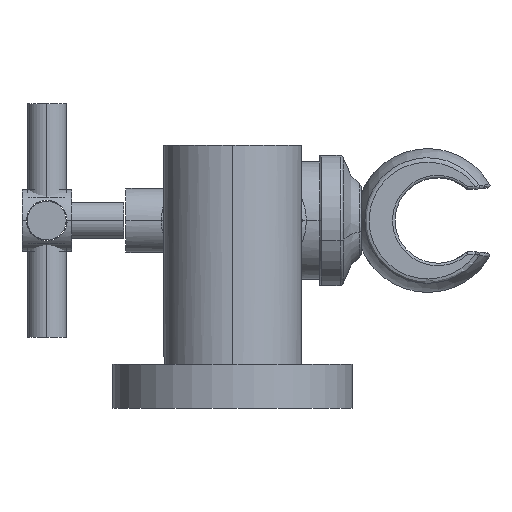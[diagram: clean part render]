
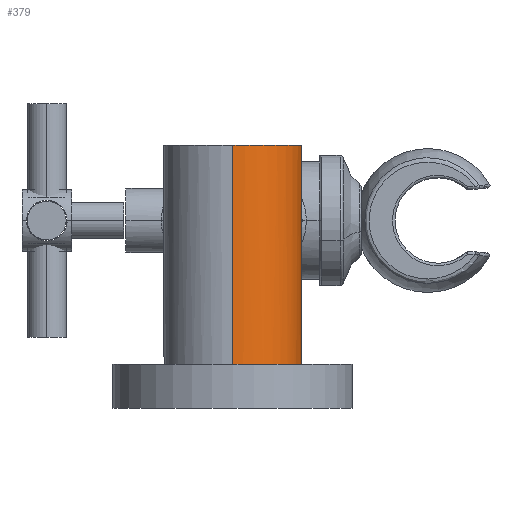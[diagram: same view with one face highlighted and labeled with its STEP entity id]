
A CAD part, front view. The second image highlights one B-rep face of the part: STEP entity #379.
In plain terms, the highlighted cylindrical face has radius 17.399 mm (diameter 34.798 mm), a partial arc.
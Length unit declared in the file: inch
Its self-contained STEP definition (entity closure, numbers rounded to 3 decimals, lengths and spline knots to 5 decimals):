
#178=CARTESIAN_POINT('',(0.,-17.75,0.29));
#179=DIRECTION('',(0.,0.,-1.));
#180=DIRECTION('',(0.127,0.992,0.));
#181=AXIS2_PLACEMENT_3D('',#178,#179,#180);
#183=CARTESIAN_POINT('',(0.632,-18.0142,0.29));
#184=CARTESIAN_POINT('',(0.63251,-18.01297,
0.29801));
#185=CARTESIAN_POINT('',(0.63276,-18.01238,
0.31378));
#186=CARTESIAN_POINT('',(0.63091,-18.01682,
0.33741));
#187=CARTESIAN_POINT('',(0.62687,-18.02625,0.35874));
#188=CARTESIAN_POINT('',(0.62077,-18.03976,
0.37653));
#189=CARTESIAN_POINT('',(0.6129,-18.05611,
0.3897));
#190=CARTESIAN_POINT('',(0.60362,-18.07407,
0.39771));
#191=CARTESIAN_POINT('',(0.59332,-18.09256,
0.40039));
#192=CARTESIAN_POINT('',(0.58246,-18.11071,
0.39771));
#193=CARTESIAN_POINT('',(0.57155,-18.12773,
0.3897));
#194=CARTESIAN_POINT('',(0.56132,-18.14273,
0.37653));
#195=CARTESIAN_POINT('',(0.55268,-18.15476,
0.35874));
#196=CARTESIAN_POINT('',(0.54653,-18.16298,
0.33741));
#197=CARTESIAN_POINT('',(0.5436,-18.1668,
0.31378));
#198=CARTESIAN_POINT('',(0.54399,-18.16629,
0.29801));
#199=CARTESIAN_POINT('',(0.5448,-18.16523,0.29));
#201=CARTESIAN_POINT('',(0.,-17.75,0.29));
#202=DIRECTION('',(0.,0.,-1.));
#203=DIRECTION('',(0.795,-0.606,0.));
#204=AXIS2_PLACEMENT_3D('',#201,#202,#203);
#206=CARTESIAN_POINT('',(0.,-17.065,2.375));
#207=CARTESIAN_POINT('',(0.01967,-17.065,2.375));
#208=CARTESIAN_POINT('',(0.06243,-17.06662,2.37283));
#209=CARTESIAN_POINT('',(0.13872,-17.07757,2.35806));
#210=CARTESIAN_POINT('',(0.21814,-17.09892,2.32867));
#211=CARTESIAN_POINT('',(0.29278,-17.1291,2.28548));
#212=CARTESIAN_POINT('',(0.35781,-17.16447,2.23162));
#213=CARTESIAN_POINT('',(0.41248,-17.20197,2.16869));
#214=CARTESIAN_POINT('',(0.45511,-17.23728,2.09967));
#215=CARTESIAN_POINT('',(0.48472,-17.26562,2.02908));
#216=CARTESIAN_POINT('',(0.50224,-17.28408,1.96172));
#217=CARTESIAN_POINT('',(0.51035,-17.29309,1.89655));
#218=CARTESIAN_POINT('',(0.51035,-17.29309,1.83345));
#219=CARTESIAN_POINT('',(0.50226,-17.2841,1.76836));
#220=CARTESIAN_POINT('',(0.48474,-17.26564,1.701));
#221=CARTESIAN_POINT('',(0.45512,-17.23729,1.63033));
#222=CARTESIAN_POINT('',(0.41241,-17.20191,1.56121));
#223=CARTESIAN_POINT('',(0.35772,-17.16442,1.4983));
#224=CARTESIAN_POINT('',(0.29279,-17.12912,1.44453));
#225=CARTESIAN_POINT('',(0.2184,-17.09902,1.40147));
#226=CARTESIAN_POINT('',(0.13916,-17.07766,1.37207));
#227=CARTESIAN_POINT('',(0.06283,-17.06665,1.35721));
#228=CARTESIAN_POINT('',(0.01983,-17.065,1.355));
#229=CARTESIAN_POINT('',(0.,-17.065,1.355));
#231=CARTESIAN_POINT('',(0.,-17.065,0.3995));
#232=CARTESIAN_POINT('',(0.00594,-17.065,0.3995));
#233=CARTESIAN_POINT('',(0.01754,-17.06515,
0.39826));
#234=CARTESIAN_POINT('',(0.03442,-17.0658,
0.39279));
#235=CARTESIAN_POINT('',(0.0498,-17.06676,
0.38399));
#236=CARTESIAN_POINT('',(0.06307,-17.06787,
0.37238));
#237=CARTESIAN_POINT('',(0.07397,-17.06898,
0.35834));
#238=CARTESIAN_POINT('',(0.08203,-17.06992,
0.34255));
#239=CARTESIAN_POINT('',(0.08712,-17.07056,
0.32545));
#240=CARTESIAN_POINT('',(0.08902,-17.07081,
0.30766));
#241=CARTESIAN_POINT('',(0.08817,-17.0707,
0.2959));
#242=CARTESIAN_POINT('',(0.0872,-17.07057,0.29));
#285=DIRECTION('',(0.,0.,1.));
#286=VECTOR('',#285,0.9555);
#287=CARTESIAN_POINT('',(0.,-17.065,0.3995));
#288=LINE('',#287,#286);
#314=DIRECTION('',(0.,0.,1.));
#315=VECTOR('',#314,0.24);
#316=CARTESIAN_POINT('',(0.,-17.065,2.375));
#317=LINE('',#316,#315);
#318=DIRECTION('',(0.,0.,1.));
#319=VECTOR('',#318,2.325);
#320=CARTESIAN_POINT('',(0.,-18.435,0.29));
#321=LINE('',#320,#319);
#327=CARTESIAN_POINT('',(0.,-17.75,2.615));
#328=DIRECTION('',(0.,0.,-1.));
#329=DIRECTION('',(0.,1.,0.));
#330=AXIS2_PLACEMENT_3D('',#327,#328,#329);
#332=CARTESIAN_POINT('',(0.,-17.065,2.615));
#333=CARTESIAN_POINT('',(0.,-18.435,2.615));
#334=VERTEX_POINT('',#332);
#335=VERTEX_POINT('',#333);
#336=VERTEX_POINT('',#229);
#337=VERTEX_POINT('',#206);
#338=CARTESIAN_POINT('',(0.,-17.065,0.3995));
#339=VERTEX_POINT('',#338);
#340=CARTESIAN_POINT('',(0.0872,-17.07057,0.29));
#341=CARTESIAN_POINT('',(0.632,-18.0142,0.29));
#342=VERTEX_POINT('',#340);
#343=VERTEX_POINT('',#341);
#344=CARTESIAN_POINT('',(0.5448,-18.16523,0.29));
#345=CARTESIAN_POINT('',(0.,-18.435,0.29));
#346=VERTEX_POINT('',#344);
#347=VERTEX_POINT('',#345);
#354=CARTESIAN_POINT('',(0.,-17.75,2.74125));
#355=DIRECTION('',(0.,0.,-1.));
#356=DIRECTION('',(0.,-1.,0.));
#357=AXIS2_PLACEMENT_3D('',#354,#355,#356);
#358=CYLINDRICAL_SURFACE('',#357,0.685);
#360=ORIENTED_EDGE('',*,*,#359,.T.);
#362=ORIENTED_EDGE('',*,*,#361,.T.);
#364=ORIENTED_EDGE('',*,*,#363,.T.);
#366=ORIENTED_EDGE('',*,*,#365,.T.);
#368=ORIENTED_EDGE('',*,*,#367,.F.);
#370=ORIENTED_EDGE('',*,*,#369,.F.);
#372=ORIENTED_EDGE('',*,*,#371,.T.);
#374=ORIENTED_EDGE('',*,*,#373,.F.);
#376=ORIENTED_EDGE('',*,*,#375,.T.);
#377=EDGE_LOOP('',(#360,#362,#364,#366,#368,#370,#372,#374,#376));
#378=FACE_OUTER_BOUND('',#377,.F.);
#379=ADVANCED_FACE('',(#378),#358,.T.);
#182=CIRCLE('',#181,0.685);
#200=B_SPLINE_CURVE_WITH_KNOTS('',3,(#183,#184,#185,#186,#187,#188,#189,#190,
#191,#192,#193,#194,#195,#196,#197,#198,#199),.UNSPECIFIED.,.F.,.F.,(4,1,1,1,1,
1,1,1,1,1,1,1,1,1,4),(0.,0.07143,0.14286,
0.21429,0.28571,0.35714,0.42857,0.5,
0.57143,0.64286,0.71429,0.78571,
0.85714,0.92857,1.),.UNSPECIFIED.);
#205=CIRCLE('',#204,0.685);
#230=B_SPLINE_CURVE_WITH_KNOTS('',3,(#206,#207,#208,#209,#210,#211,#212,#213,
#214,#215,#216,#217,#218,#219,#220,#221,#222,#223,#224,#225,#226,#227,#228,
#229),.UNSPECIFIED.,.F.,.F.,(4,1,1,1,1,1,1,1,1,1,1,1,1,1,1,1,1,1,1,1,1,4),(0.,
0.04762,0.09524,0.14286,0.19048,
0.2381,0.28571,0.33333,0.38095,
0.42857,0.47619,0.52381,0.57143,
0.61905,0.66667,0.71429,0.7619,
0.80952,0.85714,0.90476,0.95238,1.),
.UNSPECIFIED.);
#243=B_SPLINE_CURVE_WITH_KNOTS('',3,(#231,#232,#233,#234,#235,#236,#237,#238,
#239,#240,#241,#242),.UNSPECIFIED.,.F.,.F.,(4,1,1,1,1,1,1,1,1,4),(0.,
0.11111,0.22222,0.33333,0.44444,
0.55556,0.66667,0.77778,0.88889,1.),
.UNSPECIFIED.);
#331=CIRCLE('',#330,0.685);
#359=EDGE_CURVE('',#342,#343,#182,.T.);
#361=EDGE_CURVE('',#343,#346,#200,.T.);
#363=EDGE_CURVE('',#346,#347,#205,.T.);
#365=EDGE_CURVE('',#347,#335,#321,.T.);
#367=EDGE_CURVE('',#334,#335,#331,.T.);
#369=EDGE_CURVE('',#337,#334,#317,.T.);
#371=EDGE_CURVE('',#337,#336,#230,.T.);
#373=EDGE_CURVE('',#339,#336,#288,.T.);
#375=EDGE_CURVE('',#339,#342,#243,.T.);
